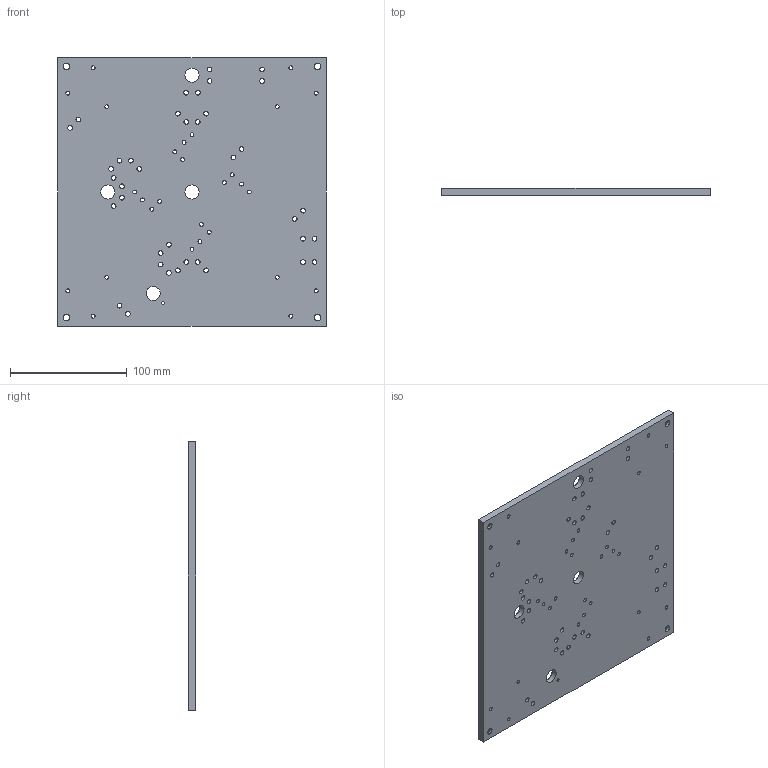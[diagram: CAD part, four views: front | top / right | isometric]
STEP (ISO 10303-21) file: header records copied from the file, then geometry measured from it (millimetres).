
FILE_DESCRIPTION(/* description */ (''),/* implementation_level */ '2;1');
FILE_NAME(/* name */ 'Baseplate.stp',/* time_stamp */ '2023-04-24T17:47:06+02:00',/* author */ ('Christian'),/* organization */ (''),/* preprocessor_version */ 'ST-DEVELOPER v18.1',/* originating_system */ 'Autodesk Inventor 2022',/* authorisation */ '');
FILE_SCHEMA (('AUTOMOTIVE_DESIGN { 1 0 10303 214 3 1 1 }'));
Length unit declared in the file: millimetre
Products named in the file (1): GrundPlatte_V3
Bounding box: 230 x 6.15 x 230 mm (x, y, z)
Volume: 316794.2 mm3; surface area: 114828.2 mm2
Topology: 1 solids, 1 shells, 89 faces, 253 edges, 166 vertices
Faces by surface type: cylinder 75, cone 8, plane 6
Full cylindrical faces by diameter (mm): 2.459 x1, 3.242 x28, 4 x38, 5.5 x4, 12 x4
Entity records: 3324 total; most frequent: DIRECTION 591, CARTESIAN_POINT 509, ORIENTED_EDGE 506, EDGE_CURVE 253, AXIS2_PLACEMENT_3D 248, EDGE_LOOP 239, VERTEX_POINT 166, CIRCLE 158
